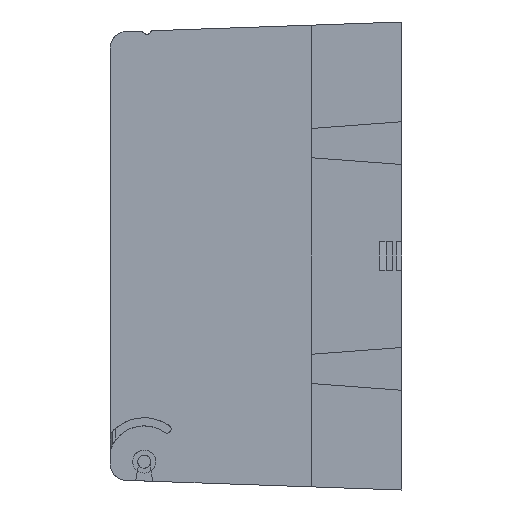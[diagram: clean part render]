
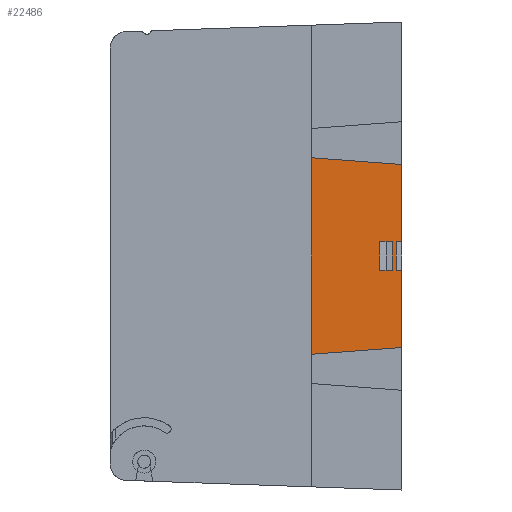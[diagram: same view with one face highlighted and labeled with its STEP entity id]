
A CAD part, left-side view. The second image highlights one B-rep face of the part: STEP entity #22486.
In plain terms, the highlighted planar face has unit normal (-1, 0, 0).
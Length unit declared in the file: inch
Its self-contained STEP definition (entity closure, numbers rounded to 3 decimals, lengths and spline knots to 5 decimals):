
#842 = ORIENTED_EDGE ( 'NONE', *, *, #27576, .F. ) ;
#1787 = CARTESIAN_POINT ( 'NONE',  ( -3.945, 1.1, 1.19653 ) ) ;
#2292 = VERTEX_POINT ( 'NONE', #33206 ) ;
#3154 = ORIENTED_EDGE ( 'NONE', *, *, #25595, .F. ) ;
#4746 = VECTOR ( 'NONE', #44963, 39.37008 ) ;
#5074 = CARTESIAN_POINT ( 'NONE',  ( -3.945, 0.065, 0.175 ) ) ;
#5274 = LINE ( 'NONE', #22119, #4746 ) ;
#5567 = CARTESIAN_POINT ( 'NONE',  ( -3.945, 0.26794, 0.175 ) ) ;
#5801 = VERTEX_POINT ( 'NONE', #5074 ) ;
#5988 = VECTOR ( 'NONE', #31878, 39.37008 ) ;
#6006 = CARTESIAN_POINT ( 'NONE',  ( -3.945, 0., 0.175 ) ) ;
#6144 = ORIENTED_EDGE ( 'NONE', *, *, #25846, .F. ) ;
#6156 = VERTEX_POINT ( 'NONE', #44992 ) ;
#7049 = DIRECTION ( 'NONE',  ( 0., 0., -1. ) ) ;
#8707 = DIRECTION ( 'NONE',  ( 0., 0., 1. ) ) ;
#8946 = ORIENTED_EDGE ( 'NONE', *, *, #26777, .T. ) ;
#9181 = VERTEX_POINT ( 'NONE', #41195 ) ;
#9506 = CARTESIAN_POINT ( 'NONE',  ( -3.945, 0.115, -0.175 ) ) ;
#10451 = CARTESIAN_POINT ( 'NONE',  ( -3.945, 0.065, -0.175 ) ) ;
#10553 = LINE ( 'NONE', #29664, #10659 ) ;
#10659 = VECTOR ( 'NONE', #7049, 39.37008 ) ;
#11179 = VECTOR ( 'NONE', #22009, 39.37008 ) ;
#13007 = LINE ( 'NONE', #55757, #13121 ) ;
#13121 = VECTOR ( 'NONE', #29072, 39.37008 ) ;
#13949 = VERTEX_POINT ( 'NONE', #5567 ) ;
#14002 = VECTOR ( 'NONE', #46734, 39.37008 ) ;
#14157 = LINE ( 'NONE', #10451, #14002 ) ;
#14514 = VERTEX_POINT ( 'NONE', #36128 ) ;
#15307 = VECTOR ( 'NONE', #46367, 39.37008 ) ;
#15493 = LINE ( 'NONE', #41800, #15307 ) ;
#16326 = CARTESIAN_POINT ( 'NONE',  ( -3.945, 0.065, -0.175 ) ) ;
#18225 = CARTESIAN_POINT ( 'NONE',  ( -3.945, 0.115, 0.175 ) ) ;
#18630 = VERTEX_POINT ( 'NONE', #6006 ) ;
#18755 = VERTEX_POINT ( 'NONE', #1787 ) ;
#19432 = VECTOR ( 'NONE', #47823, 39.37008 ) ;
#20325 = VECTOR ( 'NONE', #26917, 39.37008 ) ;
#20567 = LINE ( 'NONE', #35803, #20325 ) ;
#20676 = ORIENTED_EDGE ( 'NONE', *, *, #27489, .F. ) ;
#20818 = LINE ( 'NONE', #38779, #19432 ) ;
#21409 = ORIENTED_EDGE ( 'NONE', *, *, #26194, .F. ) ;
#21434 = VERTEX_POINT ( 'NONE', #16326 ) ;
#22009 = DIRECTION ( 'NONE',  ( 0., -0.997, 0.074 ) ) ;
#22119 = CARTESIAN_POINT ( 'NONE',  ( -3.945, 0., 1.115 ) ) ;
#22486 = ADVANCED_FACE ( 'NONE', ( #30934, #28147 ), #53830, .F. ) ;
#25321 = EDGE_CURVE ( 'NONE', #41309, #6156, #20567, .T. ) ;
#25595 = EDGE_CURVE ( 'NONE', #21434, #41309, #15493, .T. ) ;
#25688 = EDGE_CURVE ( 'NONE', #21434, #5801, #14157, .T. ) ;
#25696 = EDGE_CURVE ( 'NONE', #5801, #18630, #13007, .T. ) ;
#25846 = EDGE_CURVE ( 'NONE', #27070, #18630, #10553, .T. ) ;
#26194 = EDGE_CURVE ( 'NONE', #18755, #27070, #5274, .T. ) ;
#26336 = DIRECTION ( 'NONE',  ( 0., -1., 0. ) ) ;
#26732 = CARTESIAN_POINT ( 'NONE',  ( -3.945, 0.115, -0.175 ) ) ;
#26777 = EDGE_CURVE ( 'NONE', #18755, #2292, #20818, .T. ) ;
#26917 = DIRECTION ( 'NONE',  ( 0., 0., -1. ) ) ;
#27070 = VERTEX_POINT ( 'NONE', #31540 ) ;
#27480 = EDGE_CURVE ( 'NONE', #2292, #6156, #50159, .T. ) ;
#27489 = EDGE_CURVE ( 'NONE', #9181, #14514, #56198, .T. ) ;
#27490 = EDGE_CURVE ( 'NONE', #9181, #13949, #42885, .T. ) ;
#27565 = EDGE_CURVE ( 'NONE', #13949, #29227, #51465, .T. ) ;
#27576 = EDGE_CURVE ( 'NONE', #14514, #29227, #28234, .T. ) ;
#28147 = FACE_BOUND ( 'NONE', #41541, .T. ) ;
#28234 = LINE ( 'NONE', #9506, #57163 ) ;
#29072 = DIRECTION ( 'NONE',  ( 0., -1., 0. ) ) ;
#29227 = VERTEX_POINT ( 'NONE', #50669 ) ;
#29664 = CARTESIAN_POINT ( 'NONE',  ( -3.945, 0., 6.44233 ) ) ;
#29844 = VECTOR ( 'NONE', #8707, 39.37008 ) ;
#30359 = AXIS2_PLACEMENT_3D ( 'NONE', #53049, #52977, #52936 ) ;
#30934 = FACE_OUTER_BOUND ( 'NONE', #40310, .T. ) ;
#31540 = CARTESIAN_POINT ( 'NONE',  ( -3.945, 0., 1.115 ) ) ;
#31878 = DIRECTION ( 'NONE',  ( 0., -1., 0. ) ) ;
#32124 = ORIENTED_EDGE ( 'NONE', *, *, #27565, .T. ) ;
#32554 = ORIENTED_EDGE ( 'NONE', *, *, #25696, .T. ) ;
#33206 = CARTESIAN_POINT ( 'NONE',  ( -3.945, 1.1, -1.19653 ) ) ;
#35803 = CARTESIAN_POINT ( 'NONE',  ( -3.945, 0., 6.44233 ) ) ;
#36128 = CARTESIAN_POINT ( 'NONE',  ( -3.945, 0.115, -0.175 ) ) ;
#37363 = VECTOR ( 'NONE', #26336, 39.37008 ) ;
#38045 = CARTESIAN_POINT ( 'NONE',  ( -3.945, 0., -0.175 ) ) ;
#38779 = CARTESIAN_POINT ( 'NONE',  ( -3.945, 1.1, 6.44233 ) ) ;
#39166 = ORIENTED_EDGE ( 'NONE', *, *, #25688, .T. ) ;
#40310 = EDGE_LOOP ( 'NONE', ( #40716, #3154, #39166, #32554, #6144, #21409, #8946, #55187 ) ) ;
#40716 = ORIENTED_EDGE ( 'NONE', *, *, #25321, .F. ) ;
#41036 = DIRECTION ( 'NONE',  ( 0., 0., 1. ) ) ;
#41195 = CARTESIAN_POINT ( 'NONE',  ( -3.945, 0.26794, -0.175 ) ) ;
#41309 = VERTEX_POINT ( 'NONE', #38045 ) ;
#41420 = ORIENTED_EDGE ( 'NONE', *, *, #27490, .T. ) ;
#41541 = EDGE_LOOP ( 'NONE', ( #20676, #41420, #32124, #842 ) ) ;
#41800 = CARTESIAN_POINT ( 'NONE',  ( -3.945, 0., -0.175 ) ) ;
#42885 = LINE ( 'NONE', #57912, #29844 ) ;
#44963 = DIRECTION ( 'NONE',  ( 0., -0.997, -0.074 ) ) ;
#44992 = CARTESIAN_POINT ( 'NONE',  ( -3.945, 0., -1.115 ) ) ;
#46367 = DIRECTION ( 'NONE',  ( 0., -1., 0. ) ) ;
#46734 = DIRECTION ( 'NONE',  ( 0., 0., 1. ) ) ;
#47823 = DIRECTION ( 'NONE',  ( 0., 0., -1. ) ) ;
#50159 = LINE ( 'NONE', #53322, #11179 ) ;
#50669 = CARTESIAN_POINT ( 'NONE',  ( -3.945, 0.115, 0.175 ) ) ;
#51465 = LINE ( 'NONE', #18225, #5988 ) ;
#52936 = DIRECTION ( 'NONE',  ( 0., 0., -1. ) ) ;
#52977 = DIRECTION ( 'NONE',  ( 1., 0., 0. ) ) ;
#53049 = CARTESIAN_POINT ( 'NONE',  ( -3.945, 0., 6.44233 ) ) ;
#53322 = CARTESIAN_POINT ( 'NONE',  ( -3.945, -0.55706, -1.07371 ) ) ;
#53830 = PLANE ( 'NONE',  #30359 ) ;
#55187 = ORIENTED_EDGE ( 'NONE', *, *, #27480, .T. ) ;
#55757 = CARTESIAN_POINT ( 'NONE',  ( -3.945, 0., 0.175 ) ) ;
#56198 = LINE ( 'NONE', #26732, #37363 ) ;
#57163 = VECTOR ( 'NONE', #41036, 39.37008 ) ;
#57912 = CARTESIAN_POINT ( 'NONE',  ( -3.945, 0.26794, -0.175 ) ) ;
